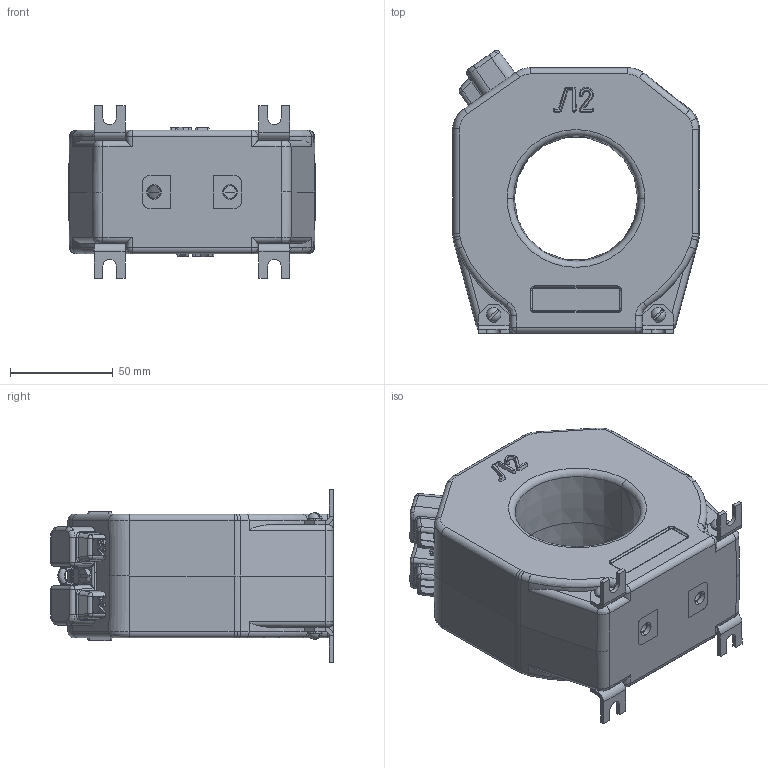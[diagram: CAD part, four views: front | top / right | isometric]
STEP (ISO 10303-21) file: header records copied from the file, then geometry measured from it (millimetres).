
FILE_DESCRIPTION (( 'STEP AP203' ), '1' );
FILE_NAME ('ÒØË-0,66-IV-2-1.STEP', '2017-12-11T05:42:03', ( '' ), ( '' ), 'SwSTEP 2.0', 'SolidWorks 2010', '' );
FILE_SCHEMA (( 'CONFIG_CONTROL_DESIGN' ));
Products named in the file (1): ﾒﾘﾋ-0,66-IV-2-1
Bounding box: 120 x 137.44 x 84 mm (x, y, z)
Surface area: 68464.4 mm2 (no closed solid volume)
Topology: 0 solids, 38 shells, 828 faces, 3280 edges, 2425 vertices
Faces by surface type: plane 455, bspline 161, cylinder 131, cone 41, torus 20, sphere 20
Entity records: 43083 total; most frequent: CARTESIAN_POINT 18879, ORIENTED_EDGE 4831, DIRECTION 4062, EDGE_CURVE 3270, VERTEX_POINT 2425, VECTOR 1856, LINE 1856, AXIS2_PLACEMENT_3D 1103
